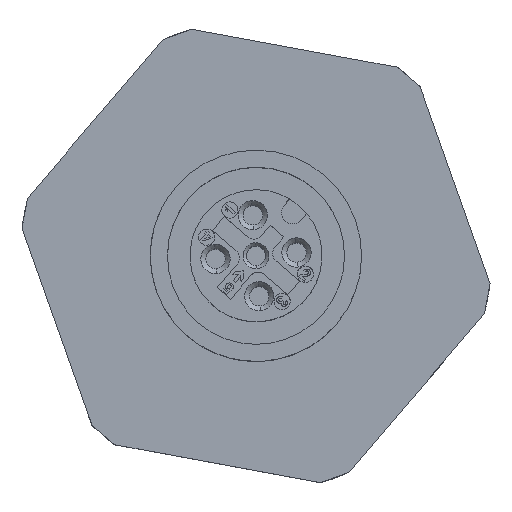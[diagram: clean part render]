
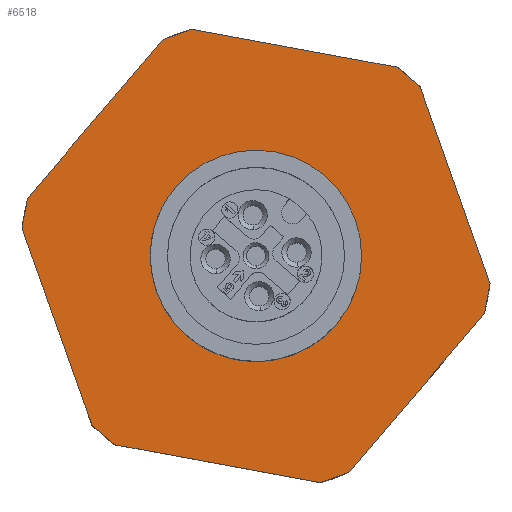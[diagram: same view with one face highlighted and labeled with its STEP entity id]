
A CAD part, top view. The second image highlights one B-rep face of the part: STEP entity #6518.
In plain terms, the highlighted planar face has unit normal (0, 0, 1).
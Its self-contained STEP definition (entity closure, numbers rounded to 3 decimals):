
#6299=AXIS2_PLACEMENT_3D('Circle Axis2P3D',#6297,#6298,$) ;
#6306=AXIS2_PLACEMENT_3D('Circle Axis2P3D',#6304,#6305,$) ;
#6382=AXIS2_PLACEMENT_3D('Circle Axis2P3D',#6380,#6381,$) ;
#6395=AXIS2_PLACEMENT_3D('Plane Axis2P3D',#6392,#6393,#6394) ;
#6294=CARTESIAN_POINT('Vertex',(19.344,9.732,23.6)) ;
#6297=CARTESIAN_POINT('Axis2P3D Location',(14.399,13.951,23.6)) ;
#6301=CARTESIAN_POINT('Vertex',(18.618,18.896,23.6)) ;
#6304=CARTESIAN_POINT('Axis2P3D Location',(14.399,13.951,23.6)) ;
#6308=CARTESIAN_POINT('Vertex',(9.454,18.17,23.6)) ;
#6380=CARTESIAN_POINT('Axis2P3D Location',(14.399,13.951,23.6)) ;
#6392=CARTESIAN_POINT('Axis2P3D Location',(15.244,-5.103,23.6)) ;
#6398=CARTESIAN_POINT('Control Point',(0.,15.658,23.6)) ;
#6399=CARTESIAN_POINT('Control Point',(0.044,16.031,23.6)) ;
#6400=CARTESIAN_POINT('Control Point',(0.1,16.402,23.6)) ;
#6401=CARTESIAN_POINT('Control Point',(0.169,16.772,23.6)) ;
#6402=CARTESIAN_POINT('Control Point',(0.249,17.139,23.6)) ;
#6403=CARTESIAN_POINT('Control Point',(0.341,17.502,23.6)) ;
#6404=CARTESIAN_POINT('Vertex',(0.,15.658,23.6)) ;
#6406=CARTESIAN_POINT('Vertex',(0.341,17.502,23.6)) ;
#6409=CARTESIAN_POINT('Line Origine',(2.147,9.605,23.6)) ;
#6413=CARTESIAN_POINT('Vertex',(4.294,3.552,23.6)) ;
#6417=CARTESIAN_POINT('Control Point',(5.721,2.334,23.6)) ;
#6418=CARTESIAN_POINT('Control Point',(5.42,2.559,23.6)) ;
#6419=CARTESIAN_POINT('Control Point',(5.127,2.793,23.6)) ;
#6420=CARTESIAN_POINT('Control Point',(4.841,3.037,23.6)) ;
#6421=CARTESIAN_POINT('Control Point',(4.563,3.29,23.6)) ;
#6422=CARTESIAN_POINT('Control Point',(4.294,3.552,23.6)) ;
#6423=CARTESIAN_POINT('Vertex',(5.721,2.334,23.6)) ;
#6426=CARTESIAN_POINT('Line Origine',(12.037,1.167,23.6)) ;
#6430=CARTESIAN_POINT('Vertex',(18.352,0.,23.6)) ;
#6434=CARTESIAN_POINT('Control Point',(20.12,0.627,23.6)) ;
#6435=CARTESIAN_POINT('Control Point',(19.775,0.479,23.6)) ;
#6436=CARTESIAN_POINT('Control Point',(19.426,0.342,23.6)) ;
#6437=CARTESIAN_POINT('Control Point',(19.071,0.216,23.6)) ;
#6438=CARTESIAN_POINT('Control Point',(18.713,0.102,23.6)) ;
#6439=CARTESIAN_POINT('Control Point',(18.352,0.,23.6)) ;
#6440=CARTESIAN_POINT('Vertex',(20.12,0.627,23.6)) ;
#6443=CARTESIAN_POINT('Line Origine',(24.289,5.513,23.6)) ;
#6447=CARTESIAN_POINT('Vertex',(28.457,10.399,23.6)) ;
#6451=CARTESIAN_POINT('Control Point',(28.798,12.243,23.6)) ;
#6452=CARTESIAN_POINT('Control Point',(28.754,11.871,23.6)) ;
#6453=CARTESIAN_POINT('Control Point',(28.698,11.5,23.6)) ;
#6454=CARTESIAN_POINT('Control Point',(28.629,11.13,23.6)) ;
#6455=CARTESIAN_POINT('Control Point',(28.549,10.763,23.6)) ;
#6456=CARTESIAN_POINT('Control Point',(28.457,10.399,23.6)) ;
#6457=CARTESIAN_POINT('Vertex',(28.798,12.243,23.6)) ;
#6460=CARTESIAN_POINT('Line Origine',(26.651,18.297,23.6)) ;
#6464=CARTESIAN_POINT('Vertex',(24.504,24.35,23.6)) ;
#6468=CARTESIAN_POINT('Control Point',(23.077,25.567,23.6)) ;
#6469=CARTESIAN_POINT('Control Point',(23.378,25.342,23.6)) ;
#6470=CARTESIAN_POINT('Control Point',(23.671,25.108,23.6)) ;
#6471=CARTESIAN_POINT('Control Point',(23.957,24.864,23.6)) ;
#6472=CARTESIAN_POINT('Control Point',(24.235,24.611,23.6)) ;
#6473=CARTESIAN_POINT('Control Point',(24.504,24.35,23.6)) ;
#6474=CARTESIAN_POINT('Vertex',(23.077,25.567,23.6)) ;
#6477=CARTESIAN_POINT('Line Origine',(16.762,26.734,23.6)) ;
#6481=CARTESIAN_POINT('Vertex',(10.446,27.901,23.6)) ;
#6485=CARTESIAN_POINT('Control Point',(8.678,27.274,23.6)) ;
#6486=CARTESIAN_POINT('Control Point',(9.023,27.422,23.6)) ;
#6487=CARTESIAN_POINT('Control Point',(9.373,27.559,23.6)) ;
#6488=CARTESIAN_POINT('Control Point',(9.727,27.685,23.6)) ;
#6489=CARTESIAN_POINT('Control Point',(10.085,27.799,23.6)) ;
#6490=CARTESIAN_POINT('Control Point',(10.446,27.901,23.6)) ;
#6491=CARTESIAN_POINT('Vertex',(8.678,27.274,23.6)) ;
#6494=CARTESIAN_POINT('Line Origine',(4.509,22.388,23.6)) ;
#6298=DIRECTION('Axis2P3D Direction',(0.,0.,-1.)) ;
#6305=DIRECTION('Axis2P3D Direction',(0.,0.,-1.)) ;
#6381=DIRECTION('Axis2P3D Direction',(0.,0.,-1.)) ;
#6393=DIRECTION('Axis2P3D Direction',(0.,0.,1.)) ;
#6394=DIRECTION('Axis2P3D XDirection',(-0.761,0.649,0.)) ;
#6410=DIRECTION('Vector Direction',(0.334,-0.942,0.)) ;
#6427=DIRECTION('Vector Direction',(0.983,-0.182,0.)) ;
#6444=DIRECTION('Vector Direction',(0.649,0.761,0.)) ;
#6461=DIRECTION('Vector Direction',(-0.334,0.942,0.)) ;
#6478=DIRECTION('Vector Direction',(-0.983,0.182,0.)) ;
#6495=DIRECTION('Vector Direction',(-0.649,-0.761,0.)) ;
#6411=VECTOR('Line Direction',#6410,1.) ;
#6428=VECTOR('Line Direction',#6427,1.) ;
#6445=VECTOR('Line Direction',#6444,1.) ;
#6462=VECTOR('Line Direction',#6461,1.) ;
#6479=VECTOR('Line Direction',#6478,1.) ;
#6496=VECTOR('Line Direction',#6495,1.) ;
#6500=ORIENTED_EDGE('',*,*,#6408,.F.) ;
#6501=ORIENTED_EDGE('',*,*,#6415,.T.) ;
#6502=ORIENTED_EDGE('',*,*,#6425,.F.) ;
#6503=ORIENTED_EDGE('',*,*,#6432,.T.) ;
#6504=ORIENTED_EDGE('',*,*,#6442,.F.) ;
#6505=ORIENTED_EDGE('',*,*,#6449,.T.) ;
#6506=ORIENTED_EDGE('',*,*,#6459,.F.) ;
#6507=ORIENTED_EDGE('',*,*,#6466,.T.) ;
#6508=ORIENTED_EDGE('',*,*,#6476,.F.) ;
#6509=ORIENTED_EDGE('',*,*,#6483,.T.) ;
#6510=ORIENTED_EDGE('',*,*,#6493,.F.) ;
#6511=ORIENTED_EDGE('',*,*,#6498,.T.) ;
#6514=ORIENTED_EDGE('',*,*,#6310,.T.) ;
#6515=ORIENTED_EDGE('',*,*,#6303,.T.) ;
#6516=ORIENTED_EDGE('',*,*,#6384,.T.) ;
#6517=FACE_BOUND('',#6513,.T.) ;
#6518=ADVANCED_FACE('Hauptk\X2\00F6\X0\rper',(#6512,#6517),#6396,.T.) ;
#6397=B_SPLINE_CURVE_WITH_KNOTS('',5,(#6398,#6399,#6400,#6401,#6402,#6403),.UNSPECIFIED.,.F.,.U.,(6,6),(0.,2.654),.UNSPECIFIED.) ;
#6416=B_SPLINE_CURVE_WITH_KNOTS('',5,(#6417,#6418,#6419,#6420,#6421,#6422),.UNSPECIFIED.,.F.,.U.,(6,6),(0.,2.654),.UNSPECIFIED.) ;
#6433=B_SPLINE_CURVE_WITH_KNOTS('',5,(#6434,#6435,#6436,#6437,#6438,#6439),.UNSPECIFIED.,.F.,.U.,(6,6),(0.,2.654),.UNSPECIFIED.) ;
#6450=B_SPLINE_CURVE_WITH_KNOTS('',5,(#6451,#6452,#6453,#6454,#6455,#6456),.UNSPECIFIED.,.F.,.U.,(6,6),(0.,2.654),.UNSPECIFIED.) ;
#6467=B_SPLINE_CURVE_WITH_KNOTS('',5,(#6468,#6469,#6470,#6471,#6472,#6473),.UNSPECIFIED.,.F.,.U.,(6,6),(0.,2.654),.UNSPECIFIED.) ;
#6484=B_SPLINE_CURVE_WITH_KNOTS('',5,(#6485,#6486,#6487,#6488,#6489,#6490),.UNSPECIFIED.,.F.,.U.,(6,6),(0.,2.654),.UNSPECIFIED.) ;
#6300=CIRCLE('generated circle',#6299,6.5) ;
#6307=CIRCLE('generated circle',#6306,6.5) ;
#6383=CIRCLE('generated circle',#6382,6.5) ;
#6303=EDGE_CURVE('',#6302,#6295,#6300,.T.) ;
#6310=EDGE_CURVE('',#6309,#6302,#6307,.T.) ;
#6384=EDGE_CURVE('',#6295,#6309,#6383,.T.) ;
#6408=EDGE_CURVE('',#6405,#6407,#6397,.T.) ;
#6415=EDGE_CURVE('',#6405,#6414,#6412,.T.) ;
#6425=EDGE_CURVE('',#6424,#6414,#6416,.T.) ;
#6432=EDGE_CURVE('',#6424,#6431,#6429,.T.) ;
#6442=EDGE_CURVE('',#6441,#6431,#6433,.T.) ;
#6449=EDGE_CURVE('',#6441,#6448,#6446,.T.) ;
#6459=EDGE_CURVE('',#6458,#6448,#6450,.T.) ;
#6466=EDGE_CURVE('',#6458,#6465,#6463,.T.) ;
#6476=EDGE_CURVE('',#6475,#6465,#6467,.T.) ;
#6483=EDGE_CURVE('',#6475,#6482,#6480,.T.) ;
#6493=EDGE_CURVE('',#6492,#6482,#6484,.T.) ;
#6498=EDGE_CURVE('',#6492,#6407,#6497,.T.) ;
#6499=EDGE_LOOP('',(#6500,#6501,#6502,#6503,#6504,#6505,#6506,#6507,#6508,#6509,#6510,#6511)) ;
#6513=EDGE_LOOP('',(#6514,#6515,#6516)) ;
#6512=FACE_OUTER_BOUND('',#6499,.T.) ;
#6412=LINE('Line',#6409,#6411) ;
#6429=LINE('Line',#6426,#6428) ;
#6446=LINE('Line',#6443,#6445) ;
#6463=LINE('Line',#6460,#6462) ;
#6480=LINE('Line',#6477,#6479) ;
#6497=LINE('Line',#6494,#6496) ;
#6396=PLANE('',#6395) ;
#6295=VERTEX_POINT('',#6294) ;
#6302=VERTEX_POINT('',#6301) ;
#6309=VERTEX_POINT('',#6308) ;
#6405=VERTEX_POINT('',#6404) ;
#6407=VERTEX_POINT('',#6406) ;
#6414=VERTEX_POINT('',#6413) ;
#6424=VERTEX_POINT('',#6423) ;
#6431=VERTEX_POINT('',#6430) ;
#6441=VERTEX_POINT('',#6440) ;
#6448=VERTEX_POINT('',#6447) ;
#6458=VERTEX_POINT('',#6457) ;
#6465=VERTEX_POINT('',#6464) ;
#6475=VERTEX_POINT('',#6474) ;
#6482=VERTEX_POINT('',#6481) ;
#6492=VERTEX_POINT('',#6491) ;
